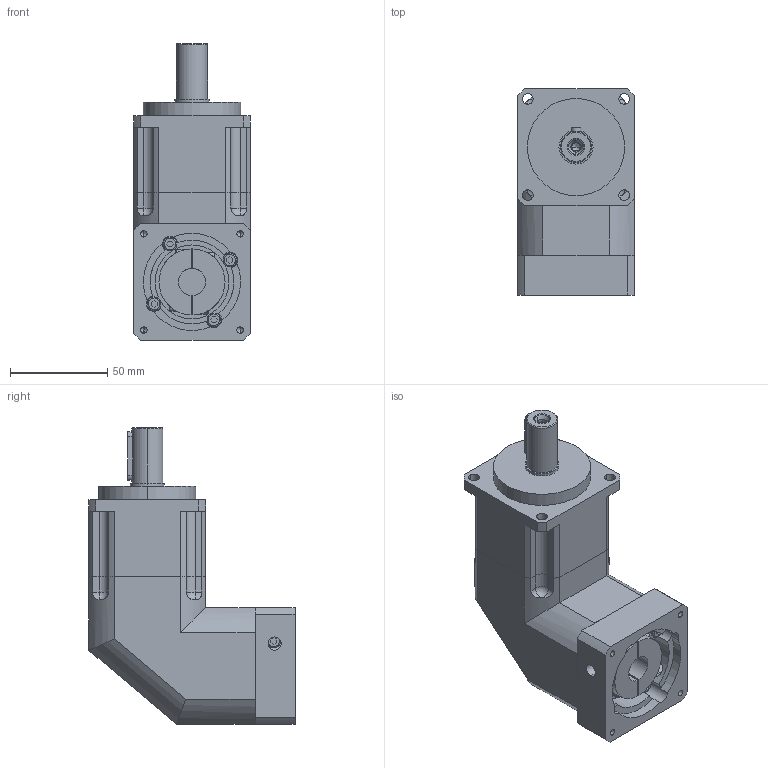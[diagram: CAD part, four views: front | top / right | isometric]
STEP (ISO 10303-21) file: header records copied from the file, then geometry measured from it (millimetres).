
FILE_DESCRIPTION (( 'STEP AP203' ), '1' );
FILE_NAME ('GPBR060-L1-(14-50-70-M4).STEP', '2022-05-25T06:34:09', ( '微软用户' ), ( '微软中国' ), 'SwSTEP 2.0', 'SolidWorks 2018', '' );
FILE_SCHEMA (( 'CONFIG_CONTROL_DESIGN' ));
Length unit declared in the file: millimetre
Products named in the file (1): GPBR060-L1-(14-50-70-M4)
Bounding box: 60 x 106 x 152.5 mm (x, y, z)
Volume: 483388.5 mm3; surface area: 65630.6 mm2
Topology: 5 solids, 5 shells, 294 faces, 750 edges, 479 vertices
Faces by surface type: cylinder 131, plane 131, torus 18, cone 14
Entity records: 9425 total; most frequent: CARTESIAN_POINT 2036, DIRECTION 1600, ORIENTED_EDGE 1480, EDGE_CURVE 740, AXIS2_PLACEMENT_3D 595, VERTEX_POINT 479, LINE 410, VECTOR 410
